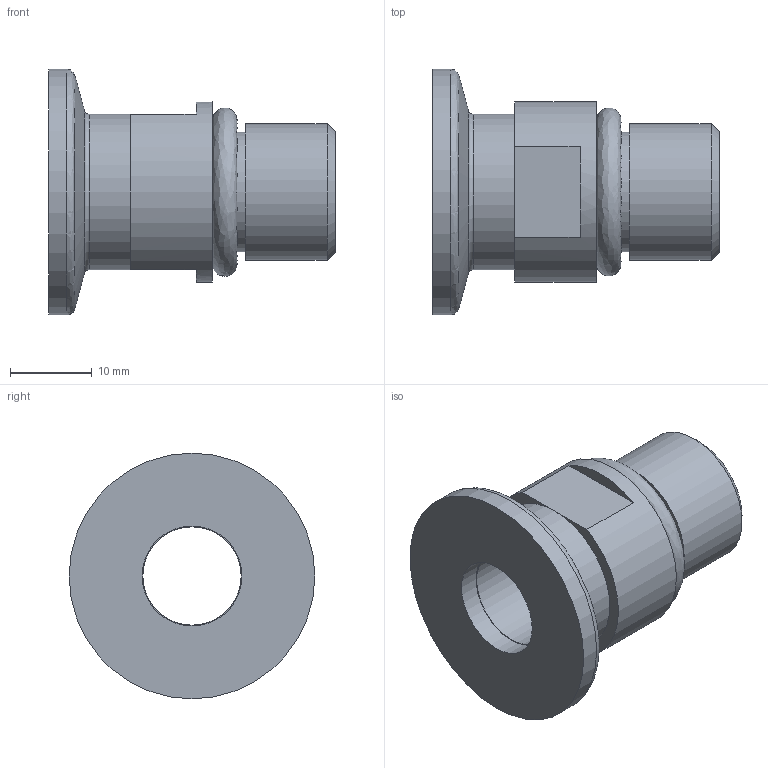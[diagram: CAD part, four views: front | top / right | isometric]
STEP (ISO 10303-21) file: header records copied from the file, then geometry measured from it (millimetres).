
FILE_DESCRIPTION (( 'STEP AP214' ), '1' );
FILE_NAME ('1KF10GM38-.STEP', '2024-10-21T09:02:34', ( '' ), ( '' ), 'SwSTEP 2.0', 'SolidWorks 2017', '' );
FILE_SCHEMA (( 'AUTOMOTIVE_DESIGN' ));
Length unit declared in the file: millimetre
Products named in the file (1): 1KF10GM38-
Bounding box: 35 x 30 x 30 mm (x, y, z)
Surface area: 5332.3 mm2 (no closed solid volume)
Topology: 0 solids, 4 shells, 26 faces, 60 edges, 40 vertices
Faces by surface type: plane 12, cylinder 8, bspline 3, cone 2, torus 1
Full cylindrical faces by diameter (mm): 12 x1, 12.2 x1, 14.6 x2, 16.662 x1, 19 x1, 22 x1, 30 x1
Entity records: 1094 total; most frequent: CARTESIAN_POINT 561, DIRECTION 112, ORIENTED_EDGE 72, AXIS2_PLACEMENT_3D 51, EDGE_LOOP 46, EDGE_CURVE 41, FACE_OUTER_BOUND 38, VERTEX_POINT 35
